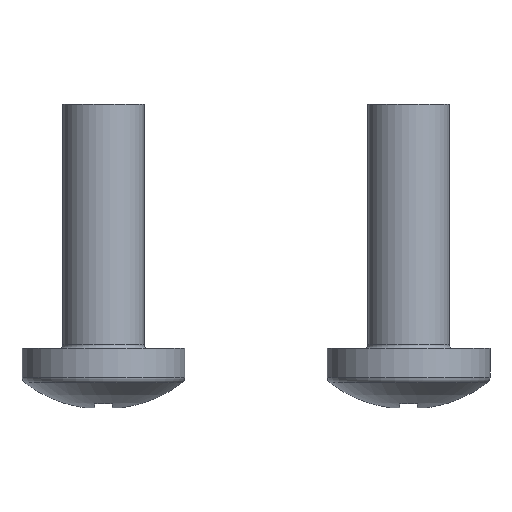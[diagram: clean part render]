
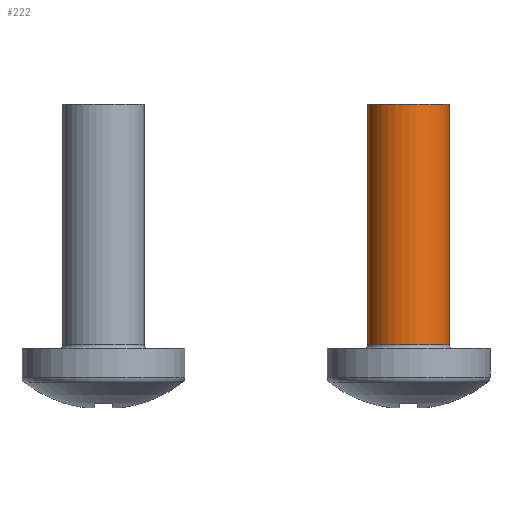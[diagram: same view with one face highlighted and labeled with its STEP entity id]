
A CAD part, front view. The second image highlights one B-rep face of the part: STEP entity #222.
In plain terms, the highlighted cylindrical face has radius 2 mm (diameter 4 mm), a partial arc.
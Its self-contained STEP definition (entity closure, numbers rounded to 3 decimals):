
#181=CARTESIAN_POINT('',(7.5,-6.365,7.032));
#182=DIRECTION('',(0.,0.,-1.0));
#183=DIRECTION('',(-1.0,0.0,0.0));
#184=AXIS2_PLACEMENT_3D('',#181,#182,#183);
#185=CYLINDRICAL_SURFACE('',#184,2.);
#186=CARTESIAN_POINT('',(5.5,-6.365,-1.6));
#187=VERTEX_POINT('',#186);
#188=CARTESIAN_POINT('',(5.5,-6.365,10.24));
#189=VERTEX_POINT('',#188);
#190=CARTESIAN_POINT('',(5.5,-6.365,-1.6));
#191=DIRECTION('',(0.0,0.0,1.0));
#192=VECTOR('',#191,11.84);
#193=LINE('',#190,#192);
#194=EDGE_CURVE('',#187,#189,#193,.T.);
#195=ORIENTED_EDGE('',*,*,#194,.F.);
#196=CARTESIAN_POINT('',(9.5,-6.365,-1.6));
#197=VERTEX_POINT('',#196);
#198=CARTESIAN_POINT('',(7.5,-6.365,-1.6));
#199=DIRECTION('',(0.0,0.0,-1.0));
#200=DIRECTION('',(-1.0,0.0,0.0));
#201=AXIS2_PLACEMENT_3D('',#198,#199,#200);
#202=CIRCLE('',#201,2.);
#203=EDGE_CURVE('',#187,#197,#202,.F.);
#204=ORIENTED_EDGE('',*,*,#203,.T.);
#205=CARTESIAN_POINT('',(9.5,-6.365,10.24));
#206=VERTEX_POINT('',#205);
#207=CARTESIAN_POINT('',(9.5,-6.365,-1.6));
#208=DIRECTION('',(0.0,0.0,1.0));
#209=VECTOR('',#208,11.84);
#210=LINE('',#207,#209);
#211=EDGE_CURVE('',#197,#206,#210,.T.);
#212=ORIENTED_EDGE('',*,*,#211,.T.);
#213=CARTESIAN_POINT('',(7.5,-6.365,10.24));
#214=DIRECTION('',(0.0,0.0,-1.0));
#215=DIRECTION('',(-1.0,0.0,0.0));
#216=AXIS2_PLACEMENT_3D('',#213,#214,#215);
#217=CIRCLE('',#216,2.);
#218=EDGE_CURVE('',#206,#189,#217,.T.);
#219=ORIENTED_EDGE('',*,*,#218,.T.);
#220=EDGE_LOOP('',(#195,#204,#212,#219));
#221=FACE_OUTER_BOUND('',#220,.T.);
#222=ADVANCED_FACE('',(#221),#185,.T.);
